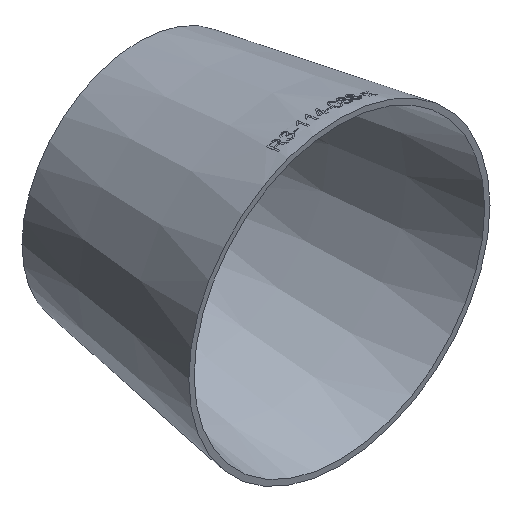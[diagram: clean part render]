
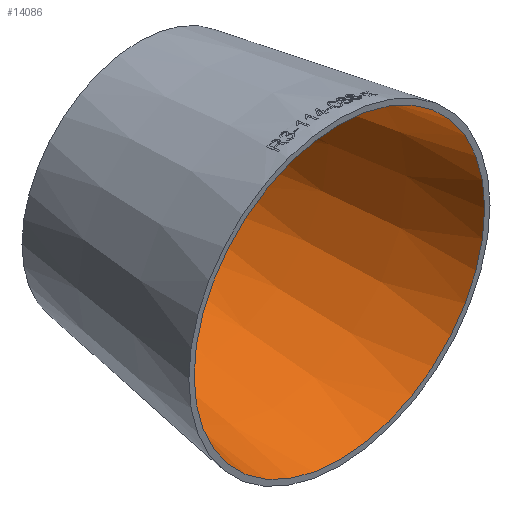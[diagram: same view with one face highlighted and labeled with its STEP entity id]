
A CAD part, isometric view. The second image highlights one B-rep face of the part: STEP entity #14086.
In plain terms, the highlighted conical face has half-angle 9.487 degrees and reference radius 55.122 mm.
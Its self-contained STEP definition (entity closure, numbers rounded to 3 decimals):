
#1240 = FACE_OUTER_BOUND ( 'NONE', #12539, .T. ) ;
#2364 = CARTESIAN_POINT ( 'NONE',  ( 0., 76., -42.422 ) ) ;
#2444 = CARTESIAN_POINT ( 'NONE',  ( 0., 0., 0. ) ) ;
#2466 = VERTEX_POINT ( 'NONE', #4130 ) ;
#2562 = CIRCLE ( 'NONE', #14594, 42.422 ) ;
#4130 = CARTESIAN_POINT ( 'NONE',  ( 0., 0., -55.122 ) ) ;
#6279 = CARTESIAN_POINT ( 'NONE',  ( 0., 76., 0. ) ) ;
#7736 = ORIENTED_EDGE ( 'NONE', *, *, #15331, .T. ) ;
#7952 = CARTESIAN_POINT ( 'NONE',  ( 0., 0., 0. ) ) ;
#8217 = EDGE_LOOP ( 'NONE', ( #9665 ) ) ;
#8583 = CONICAL_SURFACE ( 'NONE', #20209, 55.122, 0.166 ) ;
#9631 = DIRECTION ( 'NONE',  ( 0., 0., -1. ) ) ;
#9665 = ORIENTED_EDGE ( 'NONE', *, *, #11789, .F. ) ;
#10210 = DIRECTION ( 'NONE',  ( 0., 0., -1. ) ) ;
#10662 = VERTEX_POINT ( 'NONE', #2364 ) ;
#11203 = DIRECTION ( 'NONE',  ( 0., -1., 0. ) ) ;
#11774 = DIRECTION ( 'NONE',  ( 0., -1., 0. ) ) ;
#11789 = EDGE_CURVE ( 'NONE', #10662, #10662, #2562, .T. ) ;
#12539 = EDGE_LOOP ( 'NONE', ( #7736 ) ) ;
#12543 = AXIS2_PLACEMENT_3D ( 'NONE', #2444, #11774, #10210 ) ;
#14086 = ADVANCED_FACE ( 'NONE', ( #15585, #1240 ), #8583, .F. ) ;
#14228 = DIRECTION ( 'NONE',  ( 0., -1., 0. ) ) ;
#14594 = AXIS2_PLACEMENT_3D ( 'NONE', #6279, #14228, #17449 ) ;
#15331 = EDGE_CURVE ( 'NONE', #2466, #2466, #16204, .T. ) ;
#15585 = FACE_BOUND ( 'NONE', #8217, .T. ) ;
#16204 = CIRCLE ( 'NONE', #12543, 55.122 ) ;
#17449 = DIRECTION ( 'NONE',  ( 0., 0., -1. ) ) ;
#20209 = AXIS2_PLACEMENT_3D ( 'NONE', #7952, #11203, #9631 ) ;
